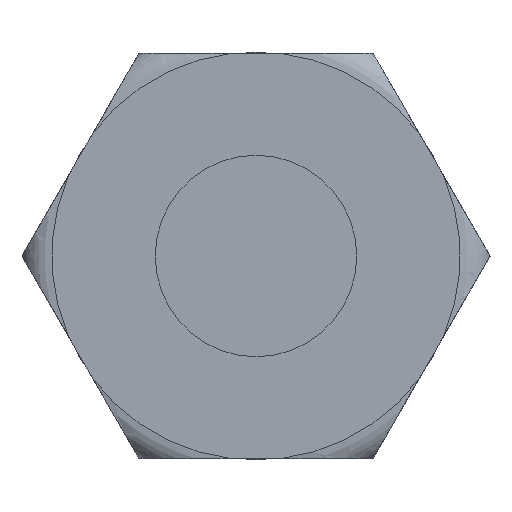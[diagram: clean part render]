
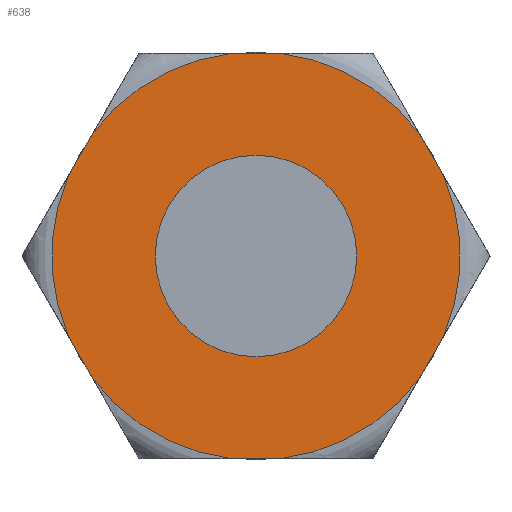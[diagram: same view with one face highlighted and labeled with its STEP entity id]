
A CAD part, front view. The second image highlights one B-rep face of the part: STEP entity #638.
In plain terms, the highlighted planar face has unit normal (0, -1, 0).
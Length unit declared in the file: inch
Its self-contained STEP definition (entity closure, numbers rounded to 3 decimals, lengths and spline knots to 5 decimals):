
#171=CARTESIAN_POINT('',(-0.7834,-0.32,0.33311));
#172=VERTEX_POINT('',#171);
#188=CARTESIAN_POINT('',(-0.68018,-0.32,0.51189));
#189=VERTEX_POINT('',#188);
#190=CARTESIAN_POINT('',(-0.68018,-0.32,0.51189));
#191=DIRECTION('',(-0.5,0.,-0.866));
#192=VECTOR('',#191,0.20644);
#193=LINE('',#190,#192);
#194=EDGE_CURVE('',#189,#172,#193,.T.);
#236=CARTESIAN_POINT('',(-0.68018,-0.32,-0.51189));
#237=VERTEX_POINT('',#236);
#253=CARTESIAN_POINT('',(-0.7834,-0.32,-0.33311));
#254=VERTEX_POINT('',#253);
#255=CARTESIAN_POINT('',(-0.7834,-0.32,-0.33311));
#256=DIRECTION('',(0.5,0.,-0.866));
#257=VECTOR('',#256,0.20644);
#258=LINE('',#255,#257);
#259=EDGE_CURVE('',#254,#237,#258,.T.);
#294=CARTESIAN_POINT('',(0.10322,-0.32,-0.845));
#295=VERTEX_POINT('',#294);
#311=CARTESIAN_POINT('',(-0.10322,-0.32,-0.845));
#312=VERTEX_POINT('',#311);
#313=CARTESIAN_POINT('',(-0.10322,-0.32,-0.845));
#314=DIRECTION('',(1.0,0.0,0.0));
#315=VECTOR('',#314,0.20644);
#316=LINE('',#313,#315);
#317=EDGE_CURVE('',#312,#295,#316,.T.);
#345=CARTESIAN_POINT('',(-0.10322,-0.32,0.845));
#346=VERTEX_POINT('',#345);
#362=CARTESIAN_POINT('',(0.10322,-0.32,0.845));
#363=VERTEX_POINT('',#362);
#364=CARTESIAN_POINT('',(0.10322,-0.32,0.845));
#365=DIRECTION('',(-1.0,0.0,0.0));
#366=VECTOR('',#365,0.20644);
#367=LINE('',#364,#366);
#368=EDGE_CURVE('',#363,#346,#367,.T.);
#410=CARTESIAN_POINT('',(0.7834,-0.32,-0.33311));
#411=VERTEX_POINT('',#410);
#427=CARTESIAN_POINT('',(0.68018,-0.32,-0.51189));
#428=VERTEX_POINT('',#427);
#429=CARTESIAN_POINT('',(0.68018,-0.32,-0.51189));
#430=DIRECTION('',(0.5,0.,0.866));
#431=VECTOR('',#430,0.20644);
#432=LINE('',#429,#431);
#433=EDGE_CURVE('',#428,#411,#432,.T.);
#461=CARTESIAN_POINT('',(0.68018,-0.32,0.51189));
#462=VERTEX_POINT('',#461);
#478=CARTESIAN_POINT('',(0.7834,-0.32,0.33311));
#479=VERTEX_POINT('',#478);
#480=CARTESIAN_POINT('',(0.7834,-0.32,0.33311));
#481=DIRECTION('',(-0.5,0.,0.866));
#482=VECTOR('',#481,0.20644);
#483=LINE('',#480,#482);
#484=EDGE_CURVE('',#479,#462,#483,.T.);
#513=CARTESIAN_POINT('',(0.,-0.32,0.));
#514=DIRECTION('',(0.0,1.0,0.0));
#515=DIRECTION('',(0.0,0.0,1.0));
#516=AXIS2_PLACEMENT_3D('',#513,#514,#515);
#517=CIRCLE('',#516,0.85128);
#518=EDGE_CURVE('',#312,#237,#517,.T.);
#530=CARTESIAN_POINT('',(0.,-0.32,0.));
#531=DIRECTION('',(0.0,1.0,0.0));
#532=DIRECTION('',(0.0,0.0,1.0));
#533=AXIS2_PLACEMENT_3D('',#530,#531,#532);
#534=CIRCLE('',#533,0.85128);
#535=EDGE_CURVE('',#428,#295,#534,.T.);
#546=CARTESIAN_POINT('',(0.,-0.32,0.));
#547=DIRECTION('',(0.0,1.0,0.0));
#548=DIRECTION('',(0.0,0.0,1.0));
#549=AXIS2_PLACEMENT_3D('',#546,#547,#548);
#550=CIRCLE('',#549,0.85128);
#551=EDGE_CURVE('',#479,#411,#550,.T.);
#563=CARTESIAN_POINT('',(0.,-0.32,0.));
#564=DIRECTION('',(0.0,1.0,0.0));
#565=DIRECTION('',(0.0,0.0,1.0));
#566=AXIS2_PLACEMENT_3D('',#563,#564,#565);
#567=CIRCLE('',#566,0.85128);
#568=EDGE_CURVE('',#363,#462,#567,.T.);
#580=CARTESIAN_POINT('',(0.,-0.32,0.));
#581=DIRECTION('',(0.0,1.0,0.0));
#582=DIRECTION('',(0.0,0.0,1.0));
#583=AXIS2_PLACEMENT_3D('',#580,#581,#582);
#584=CIRCLE('',#583,0.85128);
#585=EDGE_CURVE('',#189,#346,#584,.T.);
#598=CARTESIAN_POINT('',(0.,-0.32,0.));
#599=DIRECTION('',(0.0,1.0,0.0));
#600=DIRECTION('',(0.0,0.0,1.0));
#601=AXIS2_PLACEMENT_3D('',#598,#599,#600);
#602=CIRCLE('',#601,0.85128);
#603=EDGE_CURVE('',#254,#172,#602,.T.);
#608=CARTESIAN_POINT('',(0.,-0.32,0.));
#609=DIRECTION('',(0.0,1.0,0.0));
#610=DIRECTION('',(0.0,0.0,1.0));
#611=AXIS2_PLACEMENT_3D('',#608,#609,#610);
#612=PLANE('',#611);
#613=ORIENTED_EDGE('',*,*,#194,.T.);
#614=ORIENTED_EDGE('',*,*,#603,.F.);
#615=ORIENTED_EDGE('',*,*,#259,.T.);
#616=ORIENTED_EDGE('',*,*,#518,.F.);
#617=ORIENTED_EDGE('',*,*,#317,.T.);
#618=ORIENTED_EDGE('',*,*,#535,.F.);
#619=ORIENTED_EDGE('',*,*,#433,.T.);
#620=ORIENTED_EDGE('',*,*,#551,.F.);
#621=ORIENTED_EDGE('',*,*,#484,.T.);
#622=ORIENTED_EDGE('',*,*,#568,.F.);
#623=ORIENTED_EDGE('',*,*,#368,.T.);
#624=ORIENTED_EDGE('',*,*,#585,.F.);
#625=EDGE_LOOP('',(#613,#614,#615,#616,#617,#618,#619,#620,#621,#622,#623,#624));
#626=FACE_OUTER_BOUND('',#625,.T.);
#627=CARTESIAN_POINT('',(0.,-0.32,-0.42));
#628=VERTEX_POINT('',#627);
#629=CARTESIAN_POINT('',(0.,-0.32,0.));
#630=DIRECTION('',(0.0,-1.0,0.0));
#631=DIRECTION('',(0.0,0.0,-1.0));
#632=AXIS2_PLACEMENT_3D('',#629,#630,#631);
#633=CIRCLE('',#632,0.42);
#634=EDGE_CURVE('',#628,#628,#633,.T.);
#635=ORIENTED_EDGE('',*,*,#634,.F.);
#636=EDGE_LOOP('',(#635));
#637=FACE_BOUND('',#636,.T.);
#638=ADVANCED_FACE('',(#626,#637),#612,.F.);
